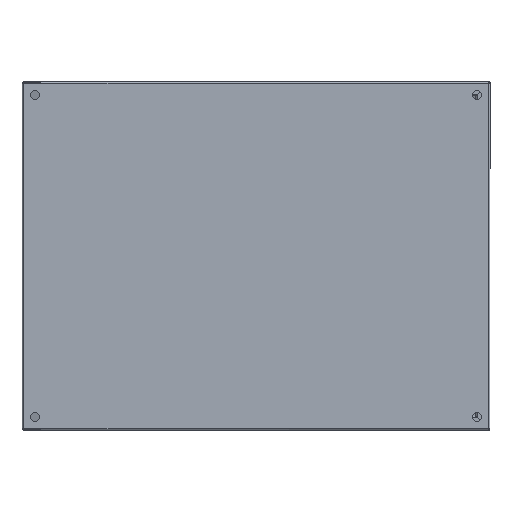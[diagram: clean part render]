
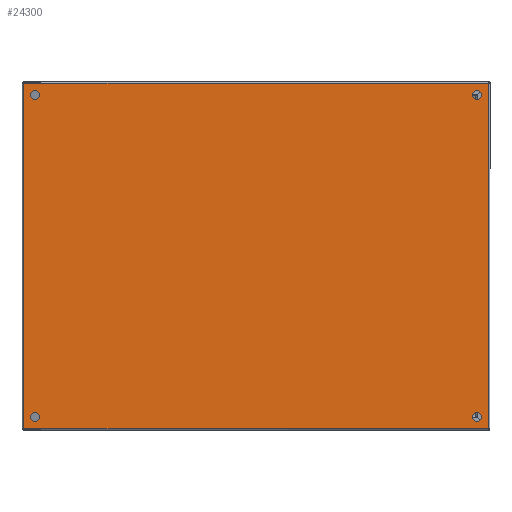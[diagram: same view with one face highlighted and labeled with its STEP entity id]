
A CAD part, left-side view. The second image highlights one B-rep face of the part: STEP entity #24300.
In plain terms, the highlighted face is planar.
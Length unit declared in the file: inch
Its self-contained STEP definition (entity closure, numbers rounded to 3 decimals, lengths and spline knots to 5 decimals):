
#20 = EDGE_LOOP ( 'NONE', ( #7521, #26560 ) ) ;
#88 = FACE_BOUND ( 'NONE', #20, .T. ) ;
#283 = VECTOR ( 'NONE', #27963, 39.37008 ) ;
#460 = VECTOR ( 'NONE', #18374, 39.37008 ) ;
#1150 = DIRECTION ( 'NONE',  ( 0., -1., 0. ) ) ;
#1433 = CARTESIAN_POINT ( 'NONE',  ( -9.914, 0., 13.34508 ) ) ;
#1448 = CARTESIAN_POINT ( 'NONE',  ( 0., 0., -13.3575 ) ) ;
#1666 = CARTESIAN_POINT ( 'NONE',  ( 0., 0., 13.34508 ) ) ;
#1779 = VERTEX_POINT ( 'NONE', #18254 ) ;
#2034 = VERTEX_POINT ( 'NONE', #26801 ) ;
#2374 = CARTESIAN_POINT ( 'NONE',  ( -9.25, 0., 12.68108 ) ) ;
#2654 = EDGE_CURVE ( 'NONE', #16561, #3160, #19034, .T. ) ;
#2692 = VERTEX_POINT ( 'NONE', #16275 ) ;
#2837 = CARTESIAN_POINT ( 'NONE',  ( 9.914, 0., 13.34508 ) ) ;
#2931 = ORIENTED_EDGE ( 'NONE', *, *, #16333, .T. ) ;
#2950 = AXIS2_PLACEMENT_3D ( 'NONE', #20550, #15527, #5754 ) ;
#2982 = DIRECTION ( 'NONE',  ( -1., 0., 0. ) ) ;
#3160 = VERTEX_POINT ( 'NONE', #16873 ) ;
#3164 = FACE_BOUND ( 'NONE', #8532, .T. ) ;
#3443 = CARTESIAN_POINT ( 'NONE',  ( -9.25, 0., 12.68108 ) ) ;
#3842 = ORIENTED_EDGE ( 'NONE', *, *, #13631, .T. ) ;
#3935 = DIRECTION ( 'NONE',  ( 1., 0., 0. ) ) ;
#4034 = CIRCLE ( 'NONE', #17923, 0.25 ) ;
#4145 = DIRECTION ( 'NONE',  ( 0., -1., 0. ) ) ;
#5039 = CARTESIAN_POINT ( 'NONE',  ( 9., 0., 12.68108 ) ) ;
#5437 = CARTESIAN_POINT ( 'NONE',  ( 9.914, 0., 0. ) ) ;
#5754 = DIRECTION ( 'NONE',  ( -1., 0., 0. ) ) ;
#5764 = VECTOR ( 'NONE', #27340, 39.37008 ) ;
#6171 = VERTEX_POINT ( 'NONE', #2837 ) ;
#6422 = DIRECTION ( 'NONE',  ( 0., 1., 0. ) ) ;
#6604 = ORIENTED_EDGE ( 'NONE', *, *, #22068, .T. ) ;
#7167 = LINE ( 'NONE', #28182, #22395 ) ;
#7271 = DIRECTION ( 'NONE',  ( -1., 0., 0. ) ) ;
#7396 = CIRCLE ( 'NONE', #18299, 0.25 ) ;
#7521 = ORIENTED_EDGE ( 'NONE', *, *, #19500, .T. ) ;
#7635 = AXIS2_PLACEMENT_3D ( 'NONE', #10954, #1150, #8401 ) ;
#7686 = ORIENTED_EDGE ( 'NONE', *, *, #18558, .T. ) ;
#8401 = DIRECTION ( 'NONE',  ( -1., 0., 0. ) ) ;
#8461 = VERTEX_POINT ( 'NONE', #30713 ) ;
#8532 = EDGE_LOOP ( 'NONE', ( #17247, #10988 ) ) ;
#8686 = CARTESIAN_POINT ( 'NONE',  ( -9., 0., 12.68108 ) ) ;
#9337 = AXIS2_PLACEMENT_3D ( 'NONE', #25086, #25399, #27644 ) ;
#9897 = CARTESIAN_POINT ( 'NONE',  ( 9.914, 0., 12.34508 ) ) ;
#9999 = DIRECTION ( 'NONE',  ( 0., -1., 0. ) ) ;
#10078 = AXIS2_PLACEMENT_3D ( 'NONE', #2374, #12248, #7271 ) ;
#10584 = EDGE_CURVE ( 'NONE', #11230, #8461, #23961, .T. ) ;
#10829 = EDGE_LOOP ( 'NONE', ( #26086, #22320, #6604, #15846, #25383, #14113 ) ) ;
#10840 = CARTESIAN_POINT ( 'NONE',  ( 9.914, 0., -13.3575 ) ) ;
#10954 = CARTESIAN_POINT ( 'NONE',  ( 9.25, 0., -12.6935 ) ) ;
#10988 = ORIENTED_EDGE ( 'NONE', *, *, #23665, .T. ) ;
#11196 = VERTEX_POINT ( 'NONE', #16559 ) ;
#11230 = VERTEX_POINT ( 'NONE', #5039 ) ;
#11258 = EDGE_CURVE ( 'NONE', #13203, #2692, #17779, .T. ) ;
#11518 = FACE_OUTER_BOUND ( 'NONE', #10829, .T. ) ;
#11915 = VERTEX_POINT ( 'NONE', #9897 ) ;
#12248 = DIRECTION ( 'NONE',  ( 0., -1., 0. ) ) ;
#12476 = EDGE_LOOP ( 'NONE', ( #28672, #3842 ) ) ;
#13125 = CARTESIAN_POINT ( 'NONE',  ( 9.914, 0., 0. ) ) ;
#13192 = CIRCLE ( 'NONE', #2950, 0.25 ) ;
#13203 = VERTEX_POINT ( 'NONE', #18273 ) ;
#13631 = EDGE_CURVE ( 'NONE', #16973, #2034, #4034, .T. ) ;
#14113 = ORIENTED_EDGE ( 'NONE', *, *, #17953, .T. ) ;
#14404 = EDGE_CURVE ( 'NONE', #30444, #6171, #16887, .T. ) ;
#14759 = LINE ( 'NONE', #1448, #283 ) ;
#15527 = DIRECTION ( 'NONE',  ( 0., -1., 0. ) ) ;
#15538 = DIRECTION ( 'NONE',  ( -1., 0., 0. ) ) ;
#15704 = FACE_BOUND ( 'NONE', #12476, .T. ) ;
#15846 = ORIENTED_EDGE ( 'NONE', *, *, #14404, .T. ) ;
#16078 = LINE ( 'NONE', #5437, #5764 ) ;
#16103 = LINE ( 'NONE', #13125, #460 ) ;
#16130 = EDGE_CURVE ( 'NONE', #2034, #16973, #17444, .T. ) ;
#16275 = CARTESIAN_POINT ( 'NONE',  ( -9.914, 0., 12.34508 ) ) ;
#16333 = EDGE_CURVE ( 'NONE', #1779, #11196, #13192, .T. ) ;
#16559 = CARTESIAN_POINT ( 'NONE',  ( 9., 0., -12.6935 ) ) ;
#16561 = VERTEX_POINT ( 'NONE', #31328 ) ;
#16566 = AXIS2_PLACEMENT_3D ( 'NONE', #25505, #23085, #27970 ) ;
#16873 = CARTESIAN_POINT ( 'NONE',  ( -9.5, 0., -12.6935 ) ) ;
#16887 = LINE ( 'NONE', #1666, #29854 ) ;
#16973 = VERTEX_POINT ( 'NONE', #8686 ) ;
#16982 = CARTESIAN_POINT ( 'NONE',  ( -9.914, 0., 0. ) ) ;
#17247 = ORIENTED_EDGE ( 'NONE', *, *, #10584, .T. ) ;
#17444 = CIRCLE ( 'NONE', #10078, 0.25 ) ;
#17779 = LINE ( 'NONE', #16982, #22701 ) ;
#17923 = AXIS2_PLACEMENT_3D ( 'NONE', #3443, #22596, #15538 ) ;
#17953 = EDGE_CURVE ( 'NONE', #11915, #28605, #16103, .T. ) ;
#18254 = CARTESIAN_POINT ( 'NONE',  ( 9.5, 0., -12.6935 ) ) ;
#18273 = CARTESIAN_POINT ( 'NONE',  ( -9.914, 0., -13.3575 ) ) ;
#18299 = AXIS2_PLACEMENT_3D ( 'NONE', #27211, #9999, #2982 ) ;
#18374 = DIRECTION ( 'NONE',  ( 0., 0., -1. ) ) ;
#18558 = EDGE_CURVE ( 'NONE', #11196, #1779, #24731, .T. ) ;
#18730 = CARTESIAN_POINT ( 'NONE',  ( -9.25, 0., -12.6935 ) ) ;
#19034 = CIRCLE ( 'NONE', #23942, 0.25 ) ;
#19053 = EDGE_CURVE ( 'NONE', #28605, #13203, #14759, .T. ) ;
#19500 = EDGE_CURVE ( 'NONE', #3160, #16561, #28476, .T. ) ;
#20550 = CARTESIAN_POINT ( 'NONE',  ( 9.25, 0., -12.6935 ) ) ;
#21572 = EDGE_LOOP ( 'NONE', ( #7686, #2931 ) ) ;
#22068 = EDGE_CURVE ( 'NONE', #2692, #30444, #7167, .T. ) ;
#22320 = ORIENTED_EDGE ( 'NONE', *, *, #11258, .T. ) ;
#22395 = VECTOR ( 'NONE', #28082, 39.37008 ) ;
#22596 = DIRECTION ( 'NONE',  ( 0., -1., 0. ) ) ;
#22701 = VECTOR ( 'NONE', #26921, 39.37008 ) ;
#22991 = AXIS2_PLACEMENT_3D ( 'NONE', #30831, #6422, #23671 ) ;
#23085 = DIRECTION ( 'NONE',  ( 0., -1., 0. ) ) ;
#23665 = EDGE_CURVE ( 'NONE', #8461, #11230, #7396, .T. ) ;
#23671 = DIRECTION ( 'NONE',  ( -1., 0., 0. ) ) ;
#23719 = FACE_BOUND ( 'NONE', #21572, .T. ) ;
#23942 = AXIS2_PLACEMENT_3D ( 'NONE', #18730, #4145, #26030 ) ;
#23961 = CIRCLE ( 'NONE', #16566, 0.25 ) ;
#24300 = ADVANCED_FACE ( 'NONE', ( #11518, #23719, #3164, #15704, #88 ), #28249, .T. ) ;
#24731 = CIRCLE ( 'NONE', #7635, 0.25 ) ;
#25086 = CARTESIAN_POINT ( 'NONE',  ( -9.25, 0., -12.6935 ) ) ;
#25383 = ORIENTED_EDGE ( 'NONE', *, *, #25680, .T. ) ;
#25399 = DIRECTION ( 'NONE',  ( 0., -1., 0. ) ) ;
#25505 = CARTESIAN_POINT ( 'NONE',  ( 9.25, 0., 12.68108 ) ) ;
#25680 = EDGE_CURVE ( 'NONE', #6171, #11915, #16078, .T. ) ;
#26030 = DIRECTION ( 'NONE',  ( -1., 0., 0. ) ) ;
#26086 = ORIENTED_EDGE ( 'NONE', *, *, #19053, .T. ) ;
#26560 = ORIENTED_EDGE ( 'NONE', *, *, #2654, .T. ) ;
#26801 = CARTESIAN_POINT ( 'NONE',  ( -9.5, 0., 12.68108 ) ) ;
#26921 = DIRECTION ( 'NONE',  ( 0., 0., 1. ) ) ;
#27211 = CARTESIAN_POINT ( 'NONE',  ( 9.25, 0., 12.68108 ) ) ;
#27340 = DIRECTION ( 'NONE',  ( 0., 0., -1. ) ) ;
#27644 = DIRECTION ( 'NONE',  ( -1., 0., 0. ) ) ;
#27963 = DIRECTION ( 'NONE',  ( -1., 0., 0. ) ) ;
#27970 = DIRECTION ( 'NONE',  ( -1., 0., 0. ) ) ;
#28082 = DIRECTION ( 'NONE',  ( 0., 0., 1. ) ) ;
#28182 = CARTESIAN_POINT ( 'NONE',  ( -9.914, 0., 0. ) ) ;
#28249 = PLANE ( 'NONE',  #22991 ) ;
#28476 = CIRCLE ( 'NONE', #9337, 0.25 ) ;
#28605 = VERTEX_POINT ( 'NONE', #10840 ) ;
#28672 = ORIENTED_EDGE ( 'NONE', *, *, #16130, .T. ) ;
#29854 = VECTOR ( 'NONE', #3935, 39.37008 ) ;
#30444 = VERTEX_POINT ( 'NONE', #1433 ) ;
#30713 = CARTESIAN_POINT ( 'NONE',  ( 9.5, 0., 12.68108 ) ) ;
#30831 = CARTESIAN_POINT ( 'NONE',  ( 0., 0., 0. ) ) ;
#31328 = CARTESIAN_POINT ( 'NONE',  ( -9., 0., -12.6935 ) ) ;
